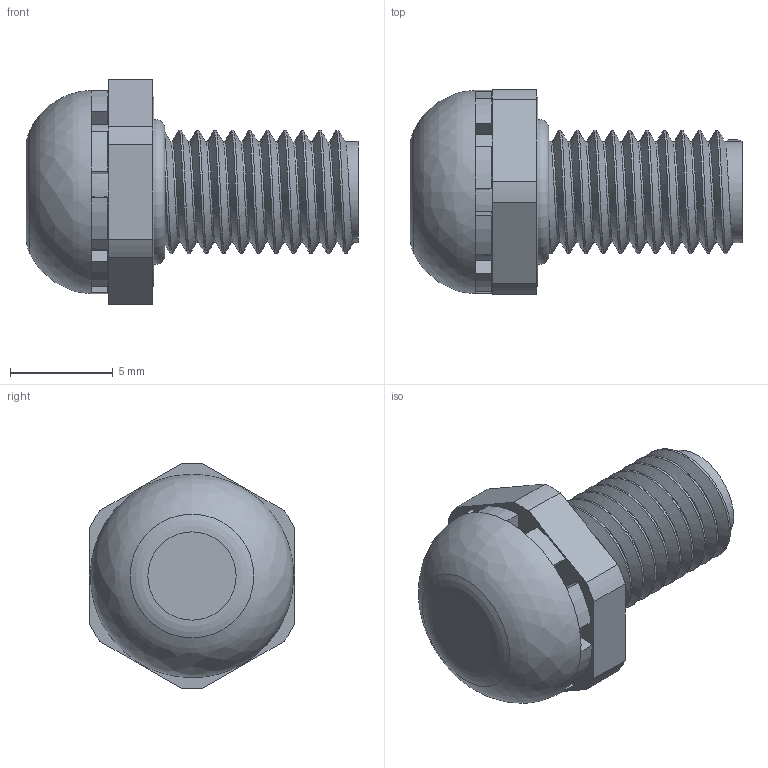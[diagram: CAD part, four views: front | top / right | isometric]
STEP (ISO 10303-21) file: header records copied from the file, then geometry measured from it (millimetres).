
FILE_DESCRIPTION(/* description */ ('DAE M6x0,75'),/* implementation_level */ '2;1');
FILE_NAME(/* name */ '13087506G2-RST.stp',/* time_stamp */ '2021-05-03T07:51:33+02:00',/* author */ ('sl'),/* organization */ (''),/* preprocessor_version */ 'ST-DEVELOPER v16.5',/* originating_system */ 'Autodesk Inventor 2017',/* authorisation */ '');
FILE_SCHEMA (('AUTOMOTIVE_DESIGN { 1 0 10303 214 3 1 1 }'));
Length unit declared in the file: millimetre
Products named in the file (5): 13087506G2; 1x087506G2; 1x087506G2_1; 1x087506G2_2; 1x087506G2_3
Assembly tree (4 placements, depth 2):
  13087506G2
    1x087506G2
    1x087506G2_1
    1x087506G2_2
    1x087506G2_3
Bounding box: 16.16 x 10 x 10.99 mm (x, y, z)
Volume: 504.7 mm3; surface area: 1227.7 mm2
Topology: 4 solids, 4 shells, 215 faces, 532 edges, 328 vertices
Faces by surface type: plane 104, cylinder 72, torus 16, sphere 12, cone 7, bspline 4
Full cylindrical faces by diameter (mm): 0.5 x4, 2.4 x1, 3.9 x1, 4.54 x1, 4.6 x1, 4.92 x12, 6.25 x1, 6.26 x1, 7.24 x1, 8.3 x1
Entity records: 7335 total; most frequent: CARTESIAN_POINT 2359, DIRECTION 1090, ORIENTED_EDGE 958, EDGE_CURVE 479, AXIS2_PLACEMENT_3D 434, VERTEX_POINT 304, EDGE_LOOP 235, LINE 222
